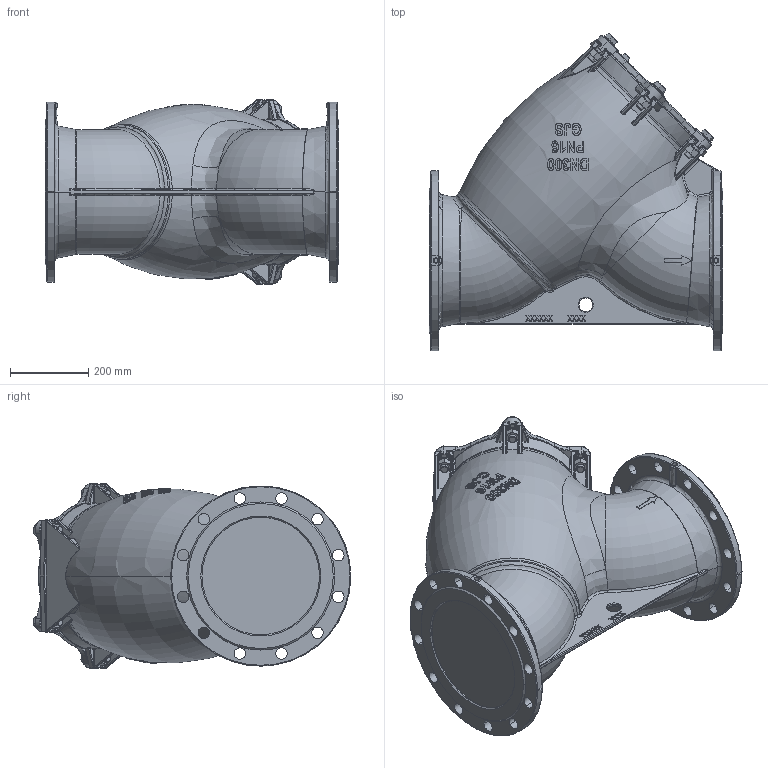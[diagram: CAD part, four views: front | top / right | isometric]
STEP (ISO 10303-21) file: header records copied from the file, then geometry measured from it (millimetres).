
FILE_DESCRIPTION (( 'STEP AP203' ), '1' );
FILE_NAME ('outline drawing^91003002XXXXXXXXXX.STEP', '2014-02-12T09:11:36', ( '' ), ( '' ), 'SwSTEP 2.0', 'SolidWorks 2012', '' );
FILE_SCHEMA (( 'CONFIG_CONTROL_DESIGN' ));
Products named in the file (1): outline drawing^91003002XXXXXXXXXX
Bounding box: 749 x 810.94 x 470 mm (x, y, z)
Volume: 114395349.7 mm3; surface area: 2002887.6 mm2
Topology: 1 solids, 1 shells, 2421 faces, 5950 edges, 3583 vertices
Faces by surface type: plane 801, bspline 599, cylinder 508, torus 206, sphere 199, cone 108
Entity records: 108031 total; most frequent: CARTESIAN_POINT 55560, ORIENTED_EDGE 11750, DIRECTION 9681, EDGE_CURVE 5875, AXIS2_PLACEMENT_3D 3631, VERTEX_POINT 3565, EDGE_LOOP 2616, ADVANCED_FACE 2421
